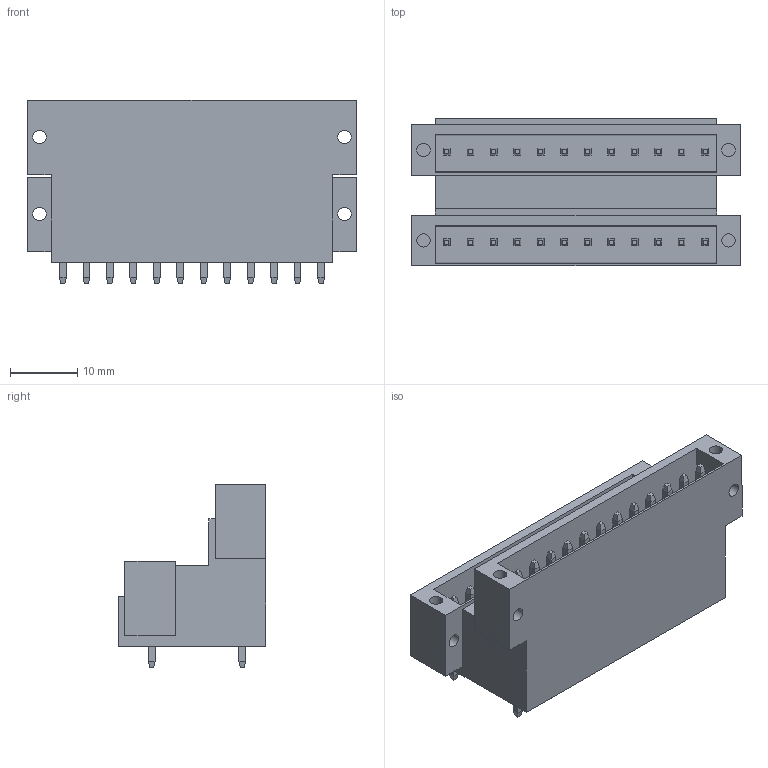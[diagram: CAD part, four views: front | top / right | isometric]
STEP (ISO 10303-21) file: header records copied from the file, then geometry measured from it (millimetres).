
FILE_DESCRIPTION(('CATIA V5 STEP Exchange','CAx-IF Rec.Pracs.--- Model Styling and Organization---1.2---2011-12-15'),'2;1');
FILE_NAME ('6650284_2_1641290000_1641290000.stp','2018-11-10T06:45:02+00:00',('none'),('Weidmueller'),'CATIA Version 5-6 Release 2014','CATIA V5 STEP AP214','none');
FILE_SCHEMA(('AUTOMOTIVE_DESIGN { 1 0 10303 214 1 1 1 1 }'));
Length unit declared in the file: millimetre
Products named in the file (1): 1641290000
Bounding box: 49 x 22 x 27.4 mm (x, y, z)
Volume: 12753.7 mm3; surface area: 9961.5 mm2
Topology: 25 solids, 25 shells, 496 faces, 1116 edges, 680 vertices
Faces by surface type: plane 472, cylinder 24
Entity records: 11719 total; most frequent: ORIENTED_EDGE 2232, CARTESIAN_POINT 2191, DIRECTION 1328, EDGE_CURVE 1116, VECTOR 876, LINE 876, VERTEX_POINT 680, EDGE_LOOP 562
